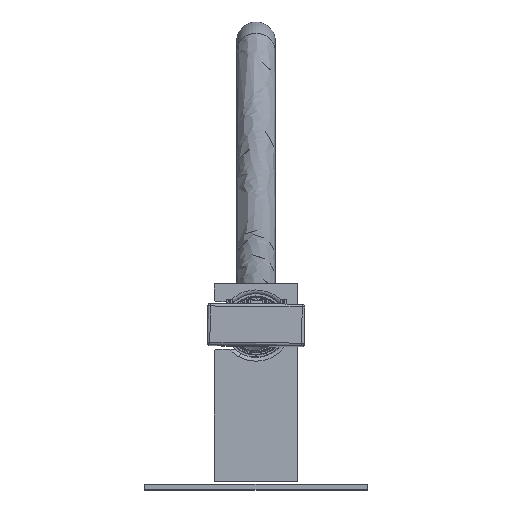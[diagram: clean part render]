
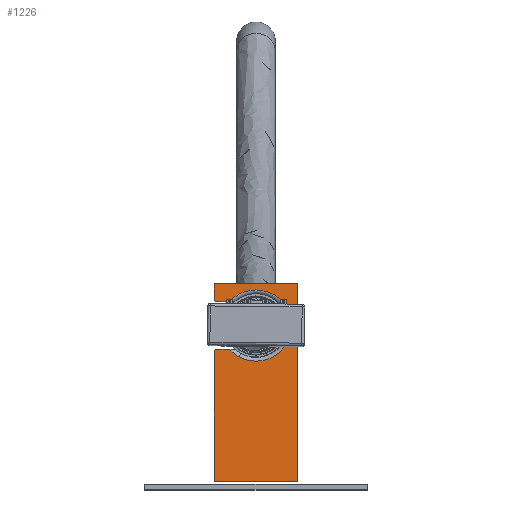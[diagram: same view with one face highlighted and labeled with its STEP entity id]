
A CAD part, top view. The second image highlights one B-rep face of the part: STEP entity #1226.
In plain terms, the highlighted planar face has unit normal (0, 0, 1).
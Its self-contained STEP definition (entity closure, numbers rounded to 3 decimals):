
#220=CARTESIAN_POINT('Vertex',(-15.,-71.,8.5)) ;
#234=CARTESIAN_POINT('Vertex',(15.,-71.,8.5)) ;
#237=CARTESIAN_POINT('Line Origine',(0.,-71.,8.5)) ;
#873=CARTESIAN_POINT('Vertex',(-9.568,-6.5,8.5)) ;
#878=CARTESIAN_POINT('Line Origine',(-12.034,-6.5,8.5)) ;
#882=CARTESIAN_POINT('Vertex',(-14.5,-6.5,8.5)) ;
#912=CARTESIAN_POINT('Line Origine',(-14.75,-6.25,8.5)) ;
#916=CARTESIAN_POINT('Vertex',(-15.,-6.,8.5)) ;
#936=CARTESIAN_POINT('Line Origine',(-15.,-3.,8.5)) ;
#940=CARTESIAN_POINT('Vertex',(-15.,0.,8.5)) ;
#964=CARTESIAN_POINT('Vertex',(15.,0.,8.5)) ;
#967=CARTESIAN_POINT('Line Origine',(0.,0.,8.5)) ;
#984=CARTESIAN_POINT('Line Origine',(15.,-35.5,8.5)) ;
#1000=CARTESIAN_POINT('Vertex',(-15.,-24.,8.5)) ;
#1003=CARTESIAN_POINT('Line Origine',(-15.,-47.5,8.5)) ;
#1020=CARTESIAN_POINT('Line Origine',(-14.75,-23.75,8.5)) ;
#1024=CARTESIAN_POINT('Vertex',(-14.5,-23.5,8.5)) ;
#1044=CARTESIAN_POINT('Line Origine',(-12.034,-23.5,8.5)) ;
#1048=CARTESIAN_POINT('Vertex',(-9.568,-23.5,8.5)) ;
#1180=CARTESIAN_POINT('Vertex',(6.136,-3.768,8.5)) ;
#1183=CARTESIAN_POINT('Axis2P3D Location',(0.,-15.,8.5)) ;
#1195=CARTESIAN_POINT('Axis2P3D Location',(15.,0.,8.5)) ;
#1200=CARTESIAN_POINT('Axis2P3D Location',(0.,-15.,8.5)) ;
#1204=CARTESIAN_POINT('Vertex',(-6.136,-26.232,8.5)) ;
#1207=CARTESIAN_POINT('Axis2P3D Location',(0.,-15.,8.5)) ;
#239=VECTOR('Line Direction',#238,1.) ;
#880=VECTOR('Line Direction',#879,1.) ;
#914=VECTOR('Line Direction',#913,1.) ;
#938=VECTOR('Line Direction',#937,1.) ;
#969=VECTOR('Line Direction',#968,1.) ;
#986=VECTOR('Line Direction',#985,1.) ;
#1005=VECTOR('Line Direction',#1004,1.) ;
#1022=VECTOR('Line Direction',#1021,1.) ;
#1046=VECTOR('Line Direction',#1045,1.) ;
#238=DIRECTION('Vector Direction',(-1.,0.,0.)) ;
#879=DIRECTION('Vector Direction',(1.,0.,0.)) ;
#913=DIRECTION('Vector Direction',(-0.707,0.707,0.)) ;
#937=DIRECTION('Vector Direction',(0.,-1.,0.)) ;
#968=DIRECTION('Vector Direction',(-1.,0.,0.)) ;
#985=DIRECTION('Vector Direction',(0.,-1.,0.)) ;
#1004=DIRECTION('Vector Direction',(0.,-1.,0.)) ;
#1021=DIRECTION('Vector Direction',(0.707,0.707,0.)) ;
#1045=DIRECTION('Vector Direction',(1.,0.,0.)) ;
#1184=DIRECTION('Axis2P3D Direction',(-0.,0.,1.)) ;
#1196=DIRECTION('Axis2P3D Direction',(0.,0.,1.)) ;
#1197=DIRECTION('Axis2P3D XDirection',(-1.,0.,0.)) ;
#1201=DIRECTION('Axis2P3D Direction',(0.,0.,1.)) ;
#1208=DIRECTION('Axis2P3D Direction',(0.,0.,1.)) ;
#1185=AXIS2_PLACEMENT_3D('Circle Axis2P3D',#1183,#1184,$) ;
#1198=AXIS2_PLACEMENT_3D('Plane Axis2P3D',#1195,#1196,#1197) ;
#1202=AXIS2_PLACEMENT_3D('Circle Axis2P3D',#1200,#1201,$) ;
#1209=AXIS2_PLACEMENT_3D('Circle Axis2P3D',#1207,#1208,$) ;
#240=LINE('Line',#237,#239) ;
#881=LINE('Line',#878,#880) ;
#915=LINE('Line',#912,#914) ;
#939=LINE('Line',#936,#938) ;
#970=LINE('Line',#967,#969) ;
#987=LINE('Line',#984,#986) ;
#1006=LINE('Line',#1003,#1005) ;
#1023=LINE('Line',#1020,#1022) ;
#1047=LINE('Line',#1044,#1046) ;
#1186=CIRCLE('generated circle',#1185,12.799) ;
#1203=CIRCLE('generated circle',#1202,12.799) ;
#1210=CIRCLE('generated circle',#1209,12.799) ;
#1199=PLANE('',#1198) ;
#241=EDGE_CURVE('',#235,#221,#240,.T.) ;
#884=EDGE_CURVE('',#883,#874,#881,.T.) ;
#918=EDGE_CURVE('',#883,#917,#915,.T.) ;
#942=EDGE_CURVE('',#941,#917,#939,.T.) ;
#971=EDGE_CURVE('',#941,#965,#970,.F.) ;
#988=EDGE_CURVE('',#965,#235,#987,.T.) ;
#1007=EDGE_CURVE('',#1001,#221,#1006,.T.) ;
#1026=EDGE_CURVE('',#1001,#1025,#1023,.T.) ;
#1050=EDGE_CURVE('',#1025,#1049,#1047,.T.) ;
#1187=EDGE_CURVE('',#874,#1181,#1186,.F.) ;
#1206=EDGE_CURVE('',#1181,#1205,#1203,.F.) ;
#1211=EDGE_CURVE('',#1205,#1049,#1210,.F.) ;
#1213=ORIENTED_EDGE('',*,*,#884,.T.) ;
#1214=ORIENTED_EDGE('',*,*,#1187,.T.) ;
#1215=ORIENTED_EDGE('',*,*,#1206,.T.) ;
#1216=ORIENTED_EDGE('',*,*,#1211,.T.) ;
#1217=ORIENTED_EDGE('',*,*,#1050,.F.) ;
#1218=ORIENTED_EDGE('',*,*,#1026,.F.) ;
#1219=ORIENTED_EDGE('',*,*,#1007,.T.) ;
#1220=ORIENTED_EDGE('',*,*,#241,.F.) ;
#1221=ORIENTED_EDGE('',*,*,#988,.F.) ;
#1222=ORIENTED_EDGE('',*,*,#971,.F.) ;
#1223=ORIENTED_EDGE('',*,*,#942,.T.) ;
#1224=ORIENTED_EDGE('',*,*,#918,.F.) ;
#1212=EDGE_LOOP('',(#1213,#1214,#1215,#1216,#1217,#1218,#1219,#1220,#1221,#1222,#1223,#1224)) ;
#221=VERTEX_POINT('',#220) ;
#235=VERTEX_POINT('',#234) ;
#874=VERTEX_POINT('',#873) ;
#883=VERTEX_POINT('',#882) ;
#917=VERTEX_POINT('',#916) ;
#941=VERTEX_POINT('',#940) ;
#965=VERTEX_POINT('',#964) ;
#1001=VERTEX_POINT('',#1000) ;
#1025=VERTEX_POINT('',#1024) ;
#1049=VERTEX_POINT('',#1048) ;
#1181=VERTEX_POINT('',#1180) ;
#1205=VERTEX_POINT('',#1204) ;
#1226=ADVANCED_FACE('',(#1225),#1199,.T.) ;
#1225=FACE_OUTER_BOUND('',#1212,.T.) ;
